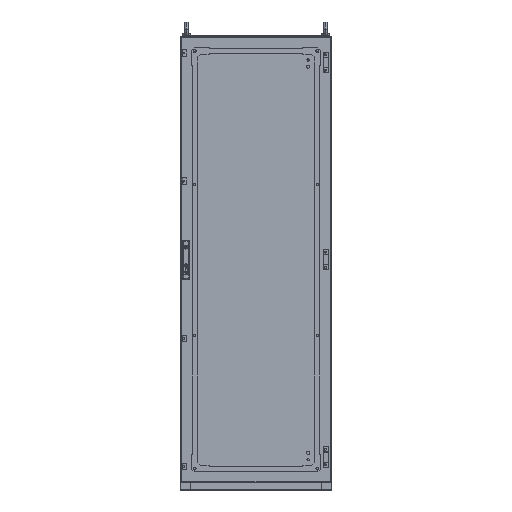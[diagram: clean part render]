
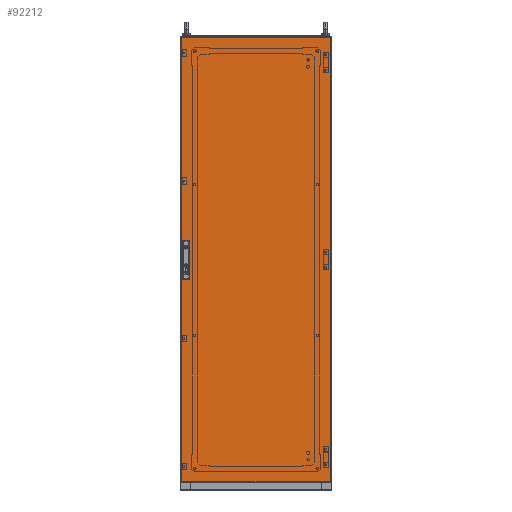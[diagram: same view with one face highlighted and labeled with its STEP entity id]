
A CAD part, top view. The second image highlights one B-rep face of the part: STEP entity #92212.
In plain terms, the highlighted planar face has unit normal (0, 0, 1).
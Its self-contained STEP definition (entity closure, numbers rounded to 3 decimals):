
#1214 = VECTOR ( 'NONE', #119863, 1000. ) ;
#3730 = LINE ( 'NONE', #66851, #142178 ) ;
#7240 = ORIENTED_EDGE ( 'NONE', *, *, #11386, .F. ) ;
#8947 = LINE ( 'NONE', #26892, #133198 ) ;
#11351 = CARTESIAN_POINT ( 'NONE',  ( 0., 0., 0. ) ) ;
#11386 = EDGE_CURVE ( 'NONE', #55190, #138482, #85130, .T. ) ;
#12763 = CARTESIAN_POINT ( 'NONE',  ( -265.7, 88.5, 0. ) ) ;
#16881 = CARTESIAN_POINT ( 'NONE',  ( -265.7, -11.5, 0. ) ) ;
#17969 = EDGE_CURVE ( 'NONE', #158835, #32316, #21540, .T. ) ;
#18062 = VERTEX_POINT ( 'NONE', #101979 ) ;
#18350 = LINE ( 'NONE', #143748, #148596 ) ;
#18658 = CARTESIAN_POINT ( 'NONE',  ( -290.7, -11.5, 0. ) ) ;
#21540 = LINE ( 'NONE', #22341, #89920 ) ;
#22341 = CARTESIAN_POINT ( 'NONE',  ( -297., -870., 0. ) ) ;
#23275 = EDGE_LOOP ( 'NONE', ( #99799, #52732, #73273, #83256 ) ) ;
#24335 = CARTESIAN_POINT ( 'NONE',  ( -265.7, -61.5, 0. ) ) ;
#26892 = CARTESIAN_POINT ( 'NONE',  ( -265.7, 38.5, 0. ) ) ;
#27356 = VERTEX_POINT ( 'NONE', #164243 ) ;
#29690 = EDGE_CURVE ( 'NONE', #153321, #55190, #3730, .T. ) ;
#30321 = VECTOR ( 'NONE', #45138, 1000. ) ;
#32316 = VERTEX_POINT ( 'NONE', #89935 ) ;
#37027 = VECTOR ( 'NONE', #138273, 1000. ) ;
#37688 = VECTOR ( 'NONE', #56029, 1000. ) ;
#37866 = PLANE ( 'NONE',  #88096 ) ;
#38414 = VERTEX_POINT ( 'NONE', #92070 ) ;
#39023 = ORIENTED_EDGE ( 'NONE', *, *, #130664, .F. ) ;
#41771 = LINE ( 'NONE', #157165, #1214 ) ;
#45138 = DIRECTION ( 'NONE',  ( -1., 0., 0. ) ) ;
#48620 = DIRECTION ( 'NONE',  ( -1., 0., 0. ) ) ;
#50008 = DIRECTION ( 'NONE',  ( 0., -1., 0. ) ) ;
#52732 = ORIENTED_EDGE ( 'NONE', *, *, #17969, .T. ) ;
#53328 = EDGE_LOOP ( 'NONE', ( #107378, #70421, #122540, #39023 ) ) ;
#54382 = VERTEX_POINT ( 'NONE', #18658 ) ;
#55190 = VERTEX_POINT ( 'NONE', #94418 ) ;
#56029 = DIRECTION ( 'NONE',  ( 1., 0., 0. ) ) ;
#59626 = EDGE_CURVE ( 'NONE', #32316, #107264, #107512, .T. ) ;
#60208 = EDGE_LOOP ( 'NONE', ( #145652, #7240, #79930, #118649 ) ) ;
#62051 = EDGE_CURVE ( 'NONE', #54382, #160272, #163899, .T. ) ;
#62168 = EDGE_CURVE ( 'NONE', #163672, #18062, #18350, .T. ) ;
#65976 = LINE ( 'NONE', #143957, #37688 ) ;
#66851 = CARTESIAN_POINT ( 'NONE',  ( -265.7, 38.5, 0. ) ) ;
#67483 = CARTESIAN_POINT ( 'NONE',  ( -290.7, 88.5, 0. ) ) ;
#67651 = CARTESIAN_POINT ( 'NONE',  ( 297., 897., 0. ) ) ;
#69580 = CARTESIAN_POINT ( 'NONE',  ( -265.7, 38.5, 0. ) ) ;
#70421 = ORIENTED_EDGE ( 'NONE', *, *, #80133, .F. ) ;
#72116 = DIRECTION ( 'NONE',  ( 1., 0., 0. ) ) ;
#73273 = ORIENTED_EDGE ( 'NONE', *, *, #59626, .T. ) ;
#73671 = FACE_BOUND ( 'NONE', #60208, .T. ) ;
#79059 = EDGE_CURVE ( 'NONE', #107264, #27356, #41771, .T. ) ;
#79303 = EDGE_CURVE ( 'NONE', #138482, #38414, #141298, .T. ) ;
#79930 = ORIENTED_EDGE ( 'NONE', *, *, #29690, .F. ) ;
#80133 = EDGE_CURVE ( 'NONE', #18062, #54382, #132326, .T. ) ;
#83256 = ORIENTED_EDGE ( 'NONE', *, *, #79059, .T. ) ;
#84792 = EDGE_CURVE ( 'NONE', #27356, #158835, #161431, .T. ) ;
#85130 = LINE ( 'NONE', #12763, #148317 ) ;
#88096 = AXIS2_PLACEMENT_3D ( 'NONE', #11351, #152490, #151654 ) ;
#89920 = VECTOR ( 'NONE', #162592, 1000. ) ;
#89935 = CARTESIAN_POINT ( 'NONE',  ( 297., -870., 0. ) ) ;
#92070 = CARTESIAN_POINT ( 'NONE',  ( -290.7, 38.5, 0. ) ) ;
#92212 = ADVANCED_FACE ( 'NONE', ( #73671, #163264, #150036 ), #37866, .T. ) ;
#93336 = DIRECTION ( 'NONE',  ( 0., 1., 0. ) ) ;
#94418 = CARTESIAN_POINT ( 'NONE',  ( -265.7, 88.5, 0. ) ) ;
#99187 = CARTESIAN_POINT ( 'NONE',  ( -290.7, -61.5, 0. ) ) ;
#99799 = ORIENTED_EDGE ( 'NONE', *, *, #84792, .T. ) ;
#101606 = DIRECTION ( 'NONE',  ( 0., -1., 0. ) ) ;
#101979 = CARTESIAN_POINT ( 'NONE',  ( -265.7, -11.5, 0. ) ) ;
#102047 = VECTOR ( 'NONE', #50008, 1000. ) ;
#107264 = VERTEX_POINT ( 'NONE', #132745 ) ;
#107378 = ORIENTED_EDGE ( 'NONE', *, *, #62051, .F. ) ;
#107512 = LINE ( 'NONE', #67651, #133031 ) ;
#110455 = CARTESIAN_POINT ( 'NONE',  ( -290.7, -61.5, 0. ) ) ;
#115629 = CARTESIAN_POINT ( 'NONE',  ( -290.7, 38.5, 0. ) ) ;
#118073 = DIRECTION ( 'NONE',  ( 0., 1., 0. ) ) ;
#118649 = ORIENTED_EDGE ( 'NONE', *, *, #130492, .F. ) ;
#119863 = DIRECTION ( 'NONE',  ( -1., 0., 0. ) ) ;
#122540 = ORIENTED_EDGE ( 'NONE', *, *, #62168, .F. ) ;
#130492 = EDGE_CURVE ( 'NONE', #38414, #153321, #8947, .T. ) ;
#130664 = EDGE_CURVE ( 'NONE', #160272, #163672, #65976, .T. ) ;
#130712 = VECTOR ( 'NONE', #101606, 1000. ) ;
#132326 = LINE ( 'NONE', #16881, #30321 ) ;
#132745 = CARTESIAN_POINT ( 'NONE',  ( 297., 897., 0. ) ) ;
#133031 = VECTOR ( 'NONE', #144819, 1000. ) ;
#133198 = VECTOR ( 'NONE', #72116, 1000. ) ;
#138273 = DIRECTION ( 'NONE',  ( 0., -1., 0. ) ) ;
#138482 = VERTEX_POINT ( 'NONE', #67483 ) ;
#141298 = LINE ( 'NONE', #115629, #102047 ) ;
#142178 = VECTOR ( 'NONE', #93336, 1000. ) ;
#143748 = CARTESIAN_POINT ( 'NONE',  ( -265.7, -61.5, 0. ) ) ;
#143957 = CARTESIAN_POINT ( 'NONE',  ( -265.7, -61.5, 0. ) ) ;
#144819 = DIRECTION ( 'NONE',  ( 0., 1., 0. ) ) ;
#145652 = ORIENTED_EDGE ( 'NONE', *, *, #79303, .F. ) ;
#148317 = VECTOR ( 'NONE', #48620, 1000. ) ;
#148596 = VECTOR ( 'NONE', #118073, 1000. ) ;
#150036 = FACE_OUTER_BOUND ( 'NONE', #23275, .T. ) ;
#151654 = DIRECTION ( 'NONE',  ( 1., 0., 0. ) ) ;
#152490 = DIRECTION ( 'NONE',  ( 0., 0., 1. ) ) ;
#153321 = VERTEX_POINT ( 'NONE', #69580 ) ;
#157165 = CARTESIAN_POINT ( 'NONE',  ( -297., 897., 0. ) ) ;
#158835 = VERTEX_POINT ( 'NONE', #163764 ) ;
#160272 = VERTEX_POINT ( 'NONE', #110455 ) ;
#161431 = LINE ( 'NONE', #163853, #130712 ) ;
#162592 = DIRECTION ( 'NONE',  ( 1., 0., 0. ) ) ;
#163264 = FACE_BOUND ( 'NONE', #53328, .T. ) ;
#163672 = VERTEX_POINT ( 'NONE', #24335 ) ;
#163764 = CARTESIAN_POINT ( 'NONE',  ( -297., -870., 0. ) ) ;
#163853 = CARTESIAN_POINT ( 'NONE',  ( -297., 897., 0. ) ) ;
#163899 = LINE ( 'NONE', #99187, #37027 ) ;
#164243 = CARTESIAN_POINT ( 'NONE',  ( -297., 897., 0. ) ) ;
